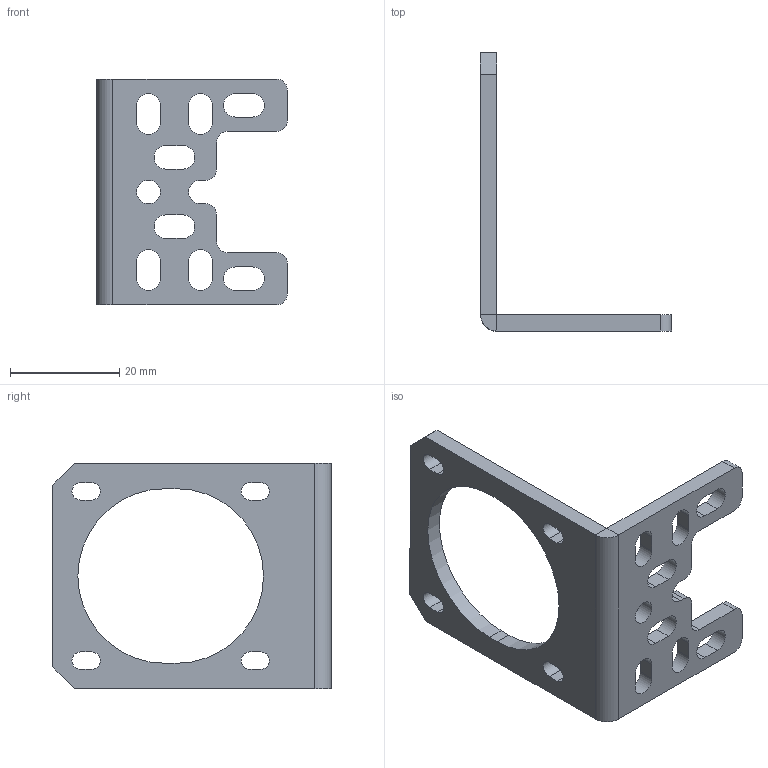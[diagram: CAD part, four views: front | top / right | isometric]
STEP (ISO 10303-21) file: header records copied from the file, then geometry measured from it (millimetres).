
FILE_DESCRIPTION (( 'STEP AP214' ), '1' );
FILE_NAME ('bkt08a.STEP', '2014-12-30T23:45:16', ( '' ), ( '' ), 'SwSTEP 2.0', 'SolidWorks 2014', '' );
FILE_SCHEMA (( 'AUTOMOTIVE_DESIGN' ));
Length unit declared in the file: millimetre
Products named in the file (1): bkt08a
Bounding box: 35 x 51 x 41.3 mm (x, y, z)
Volume: 5722.2 mm3; surface area: 5624.5 mm2
Topology: 1 solids, 1 shells, 84 faces, 238 edges, 156 vertices
Faces by surface type: plane 47, cylinder 37
Full cylindrical faces by diameter (mm): 4.3 x1
Entity records: 2817 total; most frequent: DIRECTION 481, CARTESIAN_POINT 478, ORIENTED_EDGE 474, EDGE_CURVE 237, VECTOR 163, LINE 163, AXIS2_PLACEMENT_3D 159, VERTEX_POINT 156
